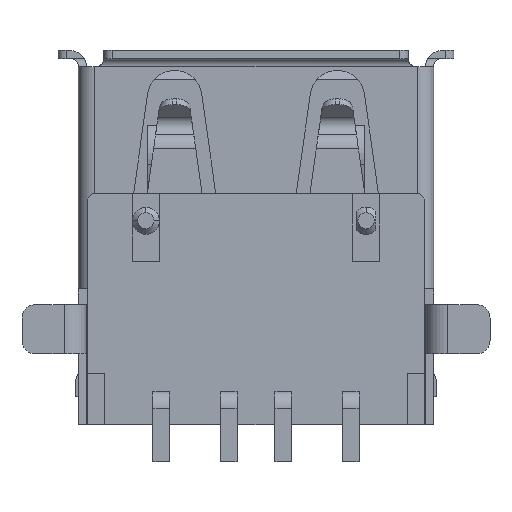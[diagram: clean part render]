
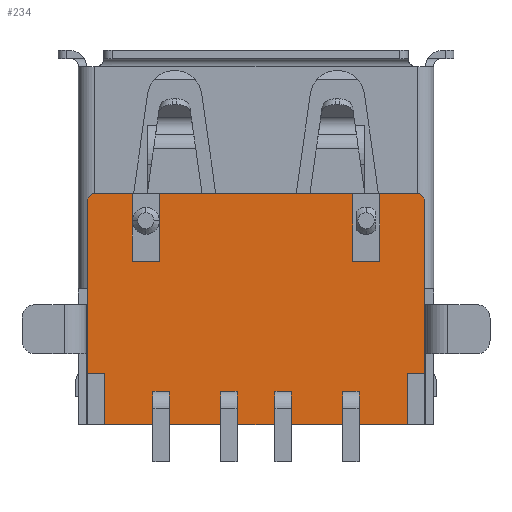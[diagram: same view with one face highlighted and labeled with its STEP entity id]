
A CAD part, front view. The second image highlights one B-rep face of the part: STEP entity #234.
In plain terms, the highlighted planar face has unit normal (0, -1, 0).
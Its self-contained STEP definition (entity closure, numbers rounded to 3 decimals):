
#234=ADVANCED_FACE('',(#801,#802,#803,#804,#805),#806,.T.);
#801=FACE_OUTER_BOUND('',#1552,.T.);
#802=FACE_BOUND('',#1553,.T.);
#803=FACE_BOUND('',#1554,.T.);
#804=FACE_BOUND('',#1555,.T.);
#805=FACE_BOUND('',#1556,.T.);
#806=PLANE('',#1557);
#1552=EDGE_LOOP('',(#3588,#3589,#3590,#3591,#3592,#3593,#3594,#3595,#3596,#3597,#3598,#3599,#3600,#3601,#3602,#3603,#3604,#3605));
#1553=EDGE_LOOP('',(#3606,#3607,#3608,#3609));
#1554=EDGE_LOOP('',(#3610,#3611,#3612,#3613));
#1555=EDGE_LOOP('',(#3614,#3615,#3616,#3617));
#1556=EDGE_LOOP('',(#3618,#3619,#3620,#3621));
#1557=AXIS2_PLACEMENT_3D('',#3622,#3623,#3624);
#3588=ORIENTED_EDGE('',*,*,#5581,.T.);
#3589=ORIENTED_EDGE('',*,*,#5582,.T.);
#3590=ORIENTED_EDGE('',*,*,#5583,.F.);
#3591=ORIENTED_EDGE('',*,*,#5130,.T.);
#3592=ORIENTED_EDGE('',*,*,#5584,.T.);
#3593=ORIENTED_EDGE('',*,*,#5585,.F.);
#3594=ORIENTED_EDGE('',*,*,#5586,.T.);
#3595=ORIENTED_EDGE('',*,*,#5580,.T.);
#3596=ORIENTED_EDGE('',*,*,#5577,.F.);
#3597=ORIENTED_EDGE('',*,*,#5587,.T.);
#3598=ORIENTED_EDGE('',*,*,#5588,.F.);
#3599=ORIENTED_EDGE('',*,*,#5589,.F.);
#3600=ORIENTED_EDGE('',*,*,#5573,.F.);
#3601=ORIENTED_EDGE('',*,*,#5590,.T.);
#3602=ORIENTED_EDGE('',*,*,#5591,.F.);
#3603=ORIENTED_EDGE('',*,*,#5592,.F.);
#3604=ORIENTED_EDGE('',*,*,#5569,.F.);
#3605=ORIENTED_EDGE('',*,*,#5567,.T.);
#3606=ORIENTED_EDGE('',*,*,#5593,.T.);
#3607=ORIENTED_EDGE('',*,*,#5594,.T.);
#3608=ORIENTED_EDGE('',*,*,#5595,.T.);
#3609=ORIENTED_EDGE('',*,*,#5596,.F.);
#3610=ORIENTED_EDGE('',*,*,#5597,.T.);
#3611=ORIENTED_EDGE('',*,*,#5598,.F.);
#3612=ORIENTED_EDGE('',*,*,#5599,.T.);
#3613=ORIENTED_EDGE('',*,*,#5600,.T.);
#3614=ORIENTED_EDGE('',*,*,#5601,.T.);
#3615=ORIENTED_EDGE('',*,*,#5602,.F.);
#3616=ORIENTED_EDGE('',*,*,#5603,.T.);
#3617=ORIENTED_EDGE('',*,*,#5604,.T.);
#3618=ORIENTED_EDGE('',*,*,#5605,.T.);
#3619=ORIENTED_EDGE('',*,*,#5606,.T.);
#3620=ORIENTED_EDGE('',*,*,#5607,.T.);
#3621=ORIENTED_EDGE('',*,*,#5608,.F.);
#3622=CARTESIAN_POINT('',(-6.55,-3.69,0.0));
#3623=DIRECTION('',(0.0,-1.0,0.0));
#3624=DIRECTION('',(0.0,0.0,-1.0));
#5130=EDGE_CURVE('',#6264,#6262,#6265,.T.);
#5567=EDGE_CURVE('',#6965,#6963,#6966,.T.);
#5569=EDGE_CURVE('',#6965,#6968,#6969,.T.);
#5573=EDGE_CURVE('',#6974,#6976,#6977,.T.);
#5577=EDGE_CURVE('',#6982,#6984,#6985,.T.);
#5580=EDGE_CURVE('',#6987,#6984,#6989,.T.);
#5581=EDGE_CURVE('',#6963,#6990,#6991,.T.);
#5582=EDGE_CURVE('',#6990,#6992,#6993,.T.);
#5583=EDGE_CURVE('',#6264,#6992,#6994,.T.);
#5584=EDGE_CURVE('',#6262,#6995,#6996,.T.);
#5585=EDGE_CURVE('',#6997,#6995,#6998,.T.);
#5586=EDGE_CURVE('',#6997,#6987,#6999,.T.);
#5587=EDGE_CURVE('',#6982,#7000,#7001,.T.);
#5588=EDGE_CURVE('',#7002,#7000,#7003,.T.);
#5589=EDGE_CURVE('',#6976,#7002,#7004,.T.);
#5590=EDGE_CURVE('',#6974,#7005,#7006,.T.);
#5591=EDGE_CURVE('',#7007,#7005,#7008,.T.);
#5592=EDGE_CURVE('',#6968,#7007,#7009,.T.);
#5593=EDGE_CURVE('',#7010,#7011,#7012,.T.);
#5594=EDGE_CURVE('',#7011,#7013,#7014,.T.);
#5595=EDGE_CURVE('',#7013,#7015,#7016,.T.);
#5596=EDGE_CURVE('',#7010,#7015,#7017,.T.);
#5597=EDGE_CURVE('',#7018,#7019,#7020,.T.);
#5598=EDGE_CURVE('',#7021,#7019,#7022,.T.);
#5599=EDGE_CURVE('',#7021,#7023,#7024,.T.);
#5600=EDGE_CURVE('',#7023,#7018,#7025,.T.);
#5601=EDGE_CURVE('',#7026,#7027,#7028,.T.);
#5602=EDGE_CURVE('',#7029,#7027,#7030,.T.);
#5603=EDGE_CURVE('',#7029,#7031,#7032,.T.);
#5604=EDGE_CURVE('',#7031,#7026,#7033,.T.);
#5605=EDGE_CURVE('',#7034,#7035,#7036,.T.);
#5606=EDGE_CURVE('',#7035,#7037,#7038,.T.);
#5607=EDGE_CURVE('',#7037,#7039,#7040,.T.);
#5608=EDGE_CURVE('',#7034,#7039,#7041,.T.);
#6262=VERTEX_POINT('',#8229);
#6264=VERTEX_POINT('',#8232);
#6265=LINE('',#8233,#8234);
#6963=VERTEX_POINT('',#9933);
#6965=VERTEX_POINT('',#9936);
#6966=LINE('',#9937,#9938);
#6968=VERTEX_POINT('',#9941);
#6969=LINE('',#9942,#9943);
#6974=VERTEX_POINT('',#9950);
#6976=VERTEX_POINT('',#9953);
#6977=LINE('',#9954,#9955);
#6982=VERTEX_POINT('',#9962);
#6984=VERTEX_POINT('',#9965);
#6985=LINE('',#9966,#9967);
#6987=VERTEX_POINT('',#9970);
#6989=LINE('',#9973,#9974);
#6990=VERTEX_POINT('',#9975);
#6991=LINE('',#9976,#9977);
#6992=VERTEX_POINT('',#9978);
#6993=LINE('',#9979,#9980);
#6994=LINE('',#9981,#9982);
#6995=VERTEX_POINT('',#9983);
#6996=LINE('',#9984,#9985);
#6997=VERTEX_POINT('',#9986);
#6998=LINE('',#9987,#9988);
#6999=LINE('',#9989,#9990);
#7000=VERTEX_POINT('',#9991);
#7001=LINE('',#9992,#9993);
#7002=VERTEX_POINT('',#9994);
#7003=LINE('',#9995,#9996);
#7004=LINE('',#9997,#9998);
#7005=VERTEX_POINT('',#9999);
#7006=LINE('',#10000,#10001);
#7007=VERTEX_POINT('',#10002);
#7008=LINE('',#10003,#10004);
#7009=LINE('',#10005,#10006);
#7010=VERTEX_POINT('',#10007);
#7011=VERTEX_POINT('',#10008);
#7012=LINE('',#10009,#10010);
#7013=VERTEX_POINT('',#10011);
#7014=LINE('',#10012,#10013);
#7015=VERTEX_POINT('',#10014);
#7016=LINE('',#10015,#10016);
#7017=LINE('',#10017,#10018);
#7018=VERTEX_POINT('',#10019);
#7019=VERTEX_POINT('',#10020);
#7020=LINE('',#10021,#10022);
#7021=VERTEX_POINT('',#10023);
#7022=LINE('',#10024,#10025);
#7023=VERTEX_POINT('',#10026);
#7024=LINE('',#10027,#10028);
#7025=LINE('',#10029,#10030);
#7026=VERTEX_POINT('',#10031);
#7027=VERTEX_POINT('',#10032);
#7028=LINE('',#10033,#10034);
#7029=VERTEX_POINT('',#10035);
#7030=LINE('',#10036,#10037);
#7031=VERTEX_POINT('',#10038);
#7032=LINE('',#10039,#10040);
#7033=LINE('',#10041,#10042);
#7034=VERTEX_POINT('',#10043);
#7035=VERTEX_POINT('',#10044);
#7036=LINE('',#10045,#10046);
#7037=VERTEX_POINT('',#10047);
#7038=LINE('',#10048,#10049);
#7039=VERTEX_POINT('',#10050);
#7040=LINE('',#10051,#10052);
#7041=LINE('',#10053,#10054);
#8229=CARTESIAN_POINT('',(5.575,-3.69,-13.81));
#8232=CARTESIAN_POINT('',(-5.575,-3.69,-13.81));
#8233=CARTESIAN_POINT('',(-5.575,-3.69,-13.81));
#8234=VECTOR('',#11236,11.15);
#9933=CARTESIAN_POINT('',(-6.225,-3.69,-5.48));
#9936=CARTESIAN_POINT('',(-6.025,-3.69,-5.28));
#9937=CARTESIAN_POINT('',(-6.025,-3.69,-5.28));
#9938=VECTOR('',#11709,0.283);
#9941=CARTESIAN_POINT('',(-4.56,-3.69,-5.28));
#9942=CARTESIAN_POINT('',(-6.025,-3.69,-5.28));
#9943=VECTOR('',#11711,1.465);
#9950=CARTESIAN_POINT('',(-3.56,-3.69,-5.28));
#9953=CARTESIAN_POINT('',(3.56,-3.69,-5.28));
#9954=CARTESIAN_POINT('',(-3.56,-3.69,-5.28));
#9955=VECTOR('',#11715,7.12);
#9962=CARTESIAN_POINT('',(4.56,-3.69,-5.28));
#9965=CARTESIAN_POINT('',(6.025,-3.69,-5.28));
#9966=CARTESIAN_POINT('',(4.56,-3.69,-5.28));
#9967=VECTOR('',#11719,1.465);
#9970=CARTESIAN_POINT('',(6.225,-3.69,-5.48));
#9973=CARTESIAN_POINT('',(6.225,-3.69,-5.48));
#9974=VECTOR('',#11722,0.283);
#9975=CARTESIAN_POINT('',(-6.225,-3.69,-11.91));
#9976=CARTESIAN_POINT('',(-6.225,-3.69,-5.48));
#9977=VECTOR('',#11723,6.43);
#9978=CARTESIAN_POINT('',(-5.575,-3.69,-11.91));
#9979=CARTESIAN_POINT('',(-6.225,-3.69,-11.91));
#9980=VECTOR('',#11724,0.65);
#9981=CARTESIAN_POINT('',(-5.575,-3.69,-13.81));
#9982=VECTOR('',#11725,1.9);
#9983=CARTESIAN_POINT('',(5.575,-3.69,-11.91));
#9984=CARTESIAN_POINT('',(5.575,-3.69,-13.81));
#9985=VECTOR('',#11726,1.9);
#9986=CARTESIAN_POINT('',(6.225,-3.69,-11.91));
#9987=CARTESIAN_POINT('',(6.225,-3.69,-11.91));
#9988=VECTOR('',#11727,0.65);
#9989=CARTESIAN_POINT('',(6.225,-3.69,-11.91));
#9990=VECTOR('',#11728,6.43);
#9991=CARTESIAN_POINT('',(4.56,-3.69,-7.78));
#9992=CARTESIAN_POINT('',(4.56,-3.69,-5.28));
#9993=VECTOR('',#11729,2.5);
#9994=CARTESIAN_POINT('',(3.56,-3.69,-7.78));
#9995=CARTESIAN_POINT('',(3.56,-3.69,-7.78));
#9996=VECTOR('',#11730,1.0);
#9997=CARTESIAN_POINT('',(3.56,-3.69,-5.28));
#9998=VECTOR('',#11731,2.5);
#9999=CARTESIAN_POINT('',(-3.56,-3.69,-7.78));
#10000=CARTESIAN_POINT('',(-3.56,-3.69,-5.28));
#10001=VECTOR('',#11732,2.5);
#10002=CARTESIAN_POINT('',(-4.56,-3.69,-7.78));
#10003=CARTESIAN_POINT('',(-4.56,-3.69,-7.78));
#10004=VECTOR('',#11733,1.0);
#10005=CARTESIAN_POINT('',(-4.56,-3.69,-5.28));
#10006=VECTOR('',#11734,2.5);
#10007=CARTESIAN_POINT('',(-0.7,-3.69,-12.576));
#10008=CARTESIAN_POINT('',(-0.7,-3.69,-12.832));
#10009=CARTESIAN_POINT('',(-0.7,-3.69,-12.576));
#10010=VECTOR('',#11735,0.255);
#10011=CARTESIAN_POINT('',(-1.3,-3.69,-12.832));
#10012=CARTESIAN_POINT('',(-0.7,-3.69,-12.832));
#10013=VECTOR('',#11736,0.6);
#10014=CARTESIAN_POINT('',(-1.3,-3.69,-12.576));
#10015=CARTESIAN_POINT('',(-1.3,-3.69,-12.832));
#10016=VECTOR('',#11737,0.255);
#10017=CARTESIAN_POINT('',(-0.7,-3.69,-12.576));
#10018=VECTOR('',#11738,0.6);
#10019=CARTESIAN_POINT('',(3.2,-3.69,-12.832));
#10020=CARTESIAN_POINT('',(3.2,-3.69,-12.576));
#10021=CARTESIAN_POINT('',(3.2,-3.69,-12.832));
#10022=VECTOR('',#11739,0.255);
#10023=CARTESIAN_POINT('',(3.8,-3.69,-12.576));
#10024=CARTESIAN_POINT('',(3.8,-3.69,-12.576));
#10025=VECTOR('',#11740,0.6);
#10026=CARTESIAN_POINT('',(3.8,-3.69,-12.832));
#10027=CARTESIAN_POINT('',(3.8,-3.69,-12.576));
#10028=VECTOR('',#11741,0.255);
#10029=CARTESIAN_POINT('',(3.8,-3.69,-12.832));
#10030=VECTOR('',#11742,0.6);
#10031=CARTESIAN_POINT('',(0.7,-3.69,-12.832));
#10032=CARTESIAN_POINT('',(0.7,-3.69,-12.576));
#10033=CARTESIAN_POINT('',(0.7,-3.69,-12.832));
#10034=VECTOR('',#11743,0.255);
#10035=CARTESIAN_POINT('',(1.3,-3.69,-12.576));
#10036=CARTESIAN_POINT('',(1.3,-3.69,-12.576));
#10037=VECTOR('',#11744,0.6);
#10038=CARTESIAN_POINT('',(1.3,-3.69,-12.832));
#10039=CARTESIAN_POINT('',(1.3,-3.69,-12.576));
#10040=VECTOR('',#11745,0.255);
#10041=CARTESIAN_POINT('',(1.3,-3.69,-12.832));
#10042=VECTOR('',#11746,0.6);
#10043=CARTESIAN_POINT('',(-3.2,-3.69,-12.576));
#10044=CARTESIAN_POINT('',(-3.2,-3.69,-12.832));
#10045=CARTESIAN_POINT('',(-3.2,-3.69,-12.576));
#10046=VECTOR('',#11747,0.255);
#10047=CARTESIAN_POINT('',(-3.8,-3.69,-12.832));
#10048=CARTESIAN_POINT('',(-3.2,-3.69,-12.832));
#10049=VECTOR('',#11748,0.6);
#10050=CARTESIAN_POINT('',(-3.8,-3.69,-12.576));
#10051=CARTESIAN_POINT('',(-3.8,-3.69,-12.832));
#10052=VECTOR('',#11749,0.255);
#10053=CARTESIAN_POINT('',(-3.2,-3.69,-12.576));
#10054=VECTOR('',#11750,0.6);
#11236=DIRECTION('',(1.0,0.0,0.0));
#11709=DIRECTION('',(-0.707,0.0,-0.707));
#11711=DIRECTION('',(1.0,0.0,0.0));
#11715=DIRECTION('',(1.0,0.0,0.0));
#11719=DIRECTION('',(1.0,0.0,0.0));
#11722=DIRECTION('',(-0.707,0.0,0.707));
#11723=DIRECTION('',(0.0,0.0,-1.0));
#11724=DIRECTION('',(1.0,0.0,0.0));
#11725=DIRECTION('',(0.0,0.0,1.0));
#11726=DIRECTION('',(0.0,0.0,1.0));
#11727=DIRECTION('',(-1.0,0.0,0.0));
#11728=DIRECTION('',(0.0,0.0,1.0));
#11729=DIRECTION('',(0.0,0.0,-1.0));
#11730=DIRECTION('',(1.0,0.0,0.0));
#11731=DIRECTION('',(0.0,0.0,-1.0));
#11732=DIRECTION('',(0.0,0.0,-1.0));
#11733=DIRECTION('',(1.0,0.0,0.0));
#11734=DIRECTION('',(0.0,0.0,-1.0));
#11735=DIRECTION('',(0.0,0.0,-1.0));
#11736=DIRECTION('',(-1.0,0.0,0.0));
#11737=DIRECTION('',(0.0,0.0,1.0));
#11738=DIRECTION('',(-1.0,0.0,0.0));
#11739=DIRECTION('',(0.0,0.0,1.0));
#11740=DIRECTION('',(-1.0,0.0,0.0));
#11741=DIRECTION('',(0.0,0.0,-1.0));
#11742=DIRECTION('',(-1.0,0.0,0.0));
#11743=DIRECTION('',(0.0,0.0,1.0));
#11744=DIRECTION('',(-1.0,0.0,0.0));
#11745=DIRECTION('',(0.0,0.0,-1.0));
#11746=DIRECTION('',(-1.0,0.0,0.0));
#11747=DIRECTION('',(0.0,0.0,-1.0));
#11748=DIRECTION('',(-1.0,0.0,0.0));
#11749=DIRECTION('',(0.0,0.0,1.0));
#11750=DIRECTION('',(-1.0,0.0,0.0));
